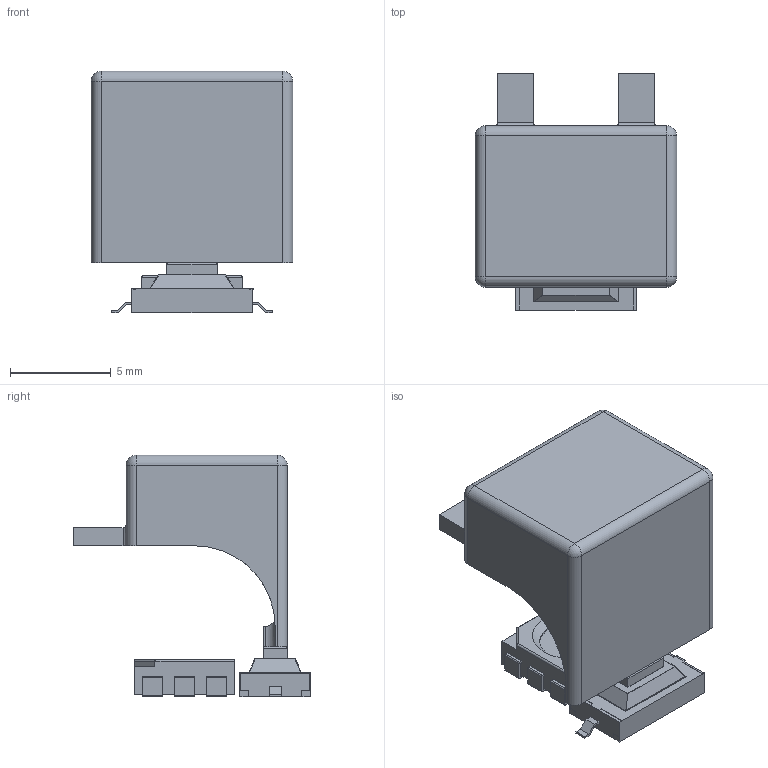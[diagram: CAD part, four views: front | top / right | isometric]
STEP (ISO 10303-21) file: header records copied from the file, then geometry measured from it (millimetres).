
FILE_DESCRIPTION(('FreeCAD Model'),'2;1');
FILE_NAME('LED_switch_10x10_ohne.step','2019-12-11T22:22:32',('Author'),(''), 'Open CASCADE STEP processor 7.3','FreeCAD','Unknown');
FILE_SCHEMA(('AUTOMOTIVE_DESIGN { 1 0 10303 214 1 1 1 1 }'));
Length unit declared in the file: millimetre
Products named in the file (3): LED_WS2812_PLCC6_50x50mm_P16mm; SW_SPST_CK_RS282G05A3; Stößel
Bounding box: 10 x 11.75 x 12 mm (x, y, z)
Volume: 277.5 mm3; surface area: 752.1 mm2
Topology: 3 solids, 3 shells, 278 faces, 754 edges, 478 vertices
Faces by surface type: plane 193, cylinder 70, sphere 8, torus 4, bspline 2, cone 1
Full cylindrical faces by diameter (mm): 3.333 x1
Entity records: 22310 total; most frequent: CARTESIAN_POINT 5819, DIRECTION 2825, LINE 1982, VECTOR 1982, ORIENTED_EDGE 1488, PCURVE 1488, DEFINITIONAL_REPRESENTATION 1488, EDGE_CURVE 744
